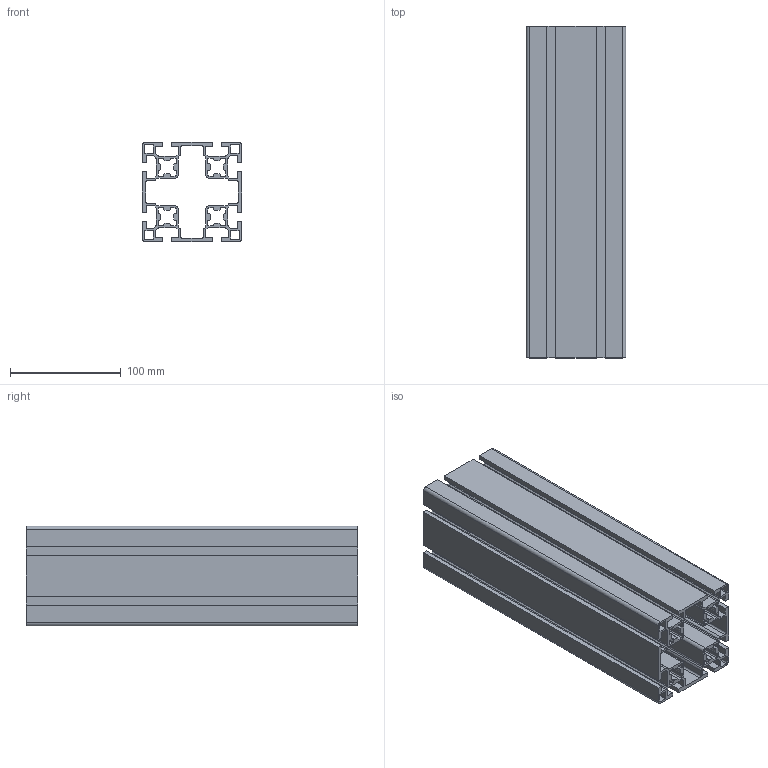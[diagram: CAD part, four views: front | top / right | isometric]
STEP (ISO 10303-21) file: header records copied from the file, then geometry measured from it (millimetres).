
FILE_DESCRIPTION (( 'STEP AP214' ), '1' );
FILE_NAME ('1728140389035.step', '2024-10-05T15:00:12', ( 'Windows User' ), ( '' ), 'SwSTEP 2.0', 'SolidWorks 2011', '' );
FILE_SCHEMA (( 'AUTOMOTIVE_DESIGN' ));
Length unit declared in the file: millimetre
Products named in the file (2): 1728140389035; 1.11.090090.83LPx300.00(1)
Assembly tree (1 placements, depth 2):
  1728140389035
    1.11.090090.83LPx300.00(1)
Bounding box: 90 x 300 x 90 mm (x, y, z)
Volume: 580568.4 mm3; surface area: 448331.9 mm2
Topology: 1 solids, 1 shells, 382 faces, 1140 edges, 760 vertices
Faces by surface type: plane 194, cylinder 188
Entity records: 13042 total; most frequent: DIRECTION 2288, CARTESIAN_POINT 2286, ORIENTED_EDGE 2280, EDGE_CURVE 1140, LINE 764, VECTOR 764, AXIS2_PLACEMENT_3D 762, VERTEX_POINT 760
